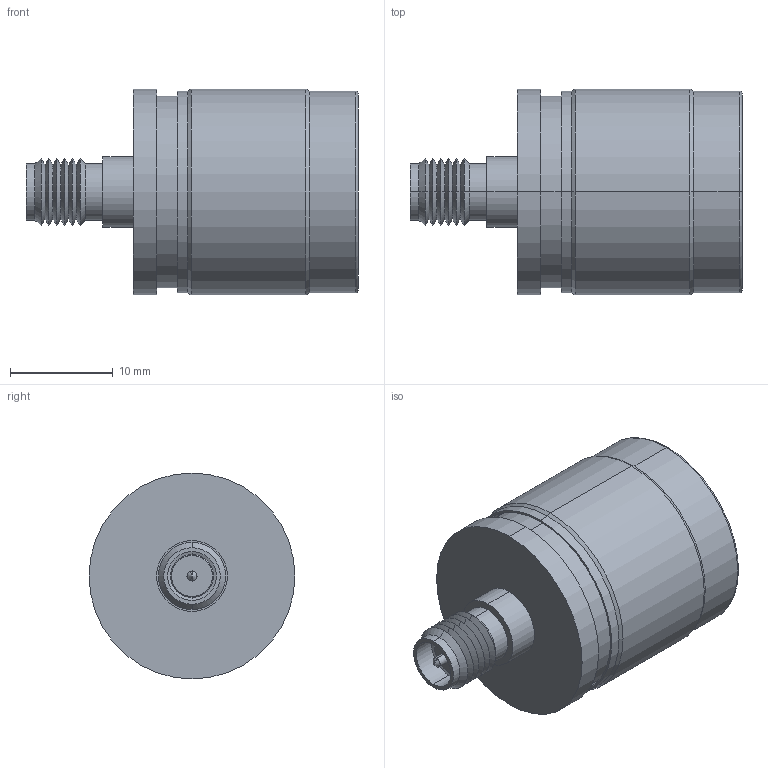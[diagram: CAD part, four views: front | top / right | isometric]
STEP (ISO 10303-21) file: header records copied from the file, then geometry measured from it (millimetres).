
FILE_DESCRIPTION (( 'STEP AP214' ), '1' );
FILE_NAME ('FMAD10048_3D.step', '2025-02-24T20:23:31', ( '' ), ( '' ), 'SwSTEP 2.0', 'SolidWorks 2022', '' );
FILE_SCHEMA (( 'AUTOMOTIVE_DESIGN' ));
Length unit declared in the file: millimetre
Products named in the file (1): FMAD10048_3D
Bounding box: 32.26 x 20 x 20 mm (x, y, z)
Volume: 4660.1 mm3; surface area: 4743.1 mm2
Topology: 1 solids, 1 shells, 126 faces, 254 edges, 142 vertices
Faces by surface type: cone 68, cylinder 40, plane 14, sphere 2, torus 2
Entity records: 3270 total; most frequent: DIRECTION 650, CARTESIAN_POINT 521, ORIENTED_EDGE 504, AXIS2_PLACEMENT_3D 271, EDGE_CURVE 252, CIRCLE 144, VERTEX_POINT 142, EDGE_LOOP 140
